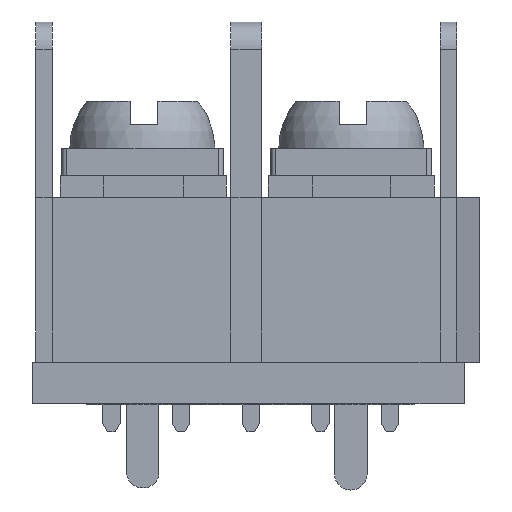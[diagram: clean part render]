
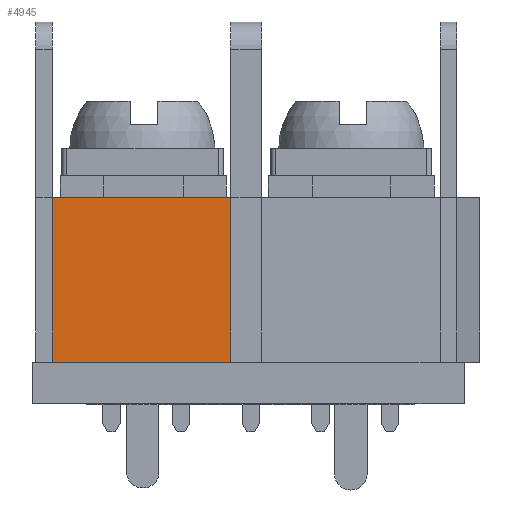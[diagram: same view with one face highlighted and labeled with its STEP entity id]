
A CAD part, left-side view. The second image highlights one B-rep face of the part: STEP entity #4945.
In plain terms, the highlighted face is planar.
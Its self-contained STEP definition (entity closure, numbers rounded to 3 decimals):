
#1886 = PLANE('',#1887);
#1887 = AXIS2_PLACEMENT_3D('',#1888,#1889,#1890);
#1888 = CARTESIAN_POINT('',(-12.016,13.938,0.));
#1889 = DIRECTION('',(0.,0.,1.));
#1890 = DIRECTION('',(1.,0.,-0.));
#2949 = VERTEX_POINT('',#2950);
#2950 = CARTESIAN_POINT('',(-4.849,19.489,0.));
#2964 = PLANE('',#2965);
#2965 = AXIS2_PLACEMENT_3D('',#2966,#2967,#2968);
#2966 = CARTESIAN_POINT('',(-4.849,19.489,0.));
#2967 = DIRECTION('',(-1.,0.,0.));
#2968 = DIRECTION('',(0.,1.,0.));
#2976 = EDGE_CURVE('',#2977,#2949,#2979,.T.);
#2977 = VERTEX_POINT('',#2978);
#2978 = CARTESIAN_POINT('',(-11.358,19.489,0.));
#2979 = SURFACE_CURVE('',#2980,(#2984,#2991),.PCURVE_S1.);
#2980 = LINE('',#2981,#2982);
#2981 = CARTESIAN_POINT('',(-11.358,19.489,0.));
#2982 = VECTOR('',#2983,1.);
#2983 = DIRECTION('',(1.,0.,0.));
#2984 = PCURVE('',#1886,#2985);
#2985 = DEFINITIONAL_REPRESENTATION('',(#2986),#2990);
#2986 = LINE('',#2987,#2988);
#2987 = CARTESIAN_POINT('',(0.658,5.551));
#2988 = VECTOR('',#2989,1.);
#2989 = DIRECTION('',(1.,0.));
#2990 = ( GEOMETRIC_REPRESENTATION_CONTEXT(2) 
PARAMETRIC_REPRESENTATION_CONTEXT() REPRESENTATION_CONTEXT('2D SPACE',''
  ) );
#2991 = PCURVE('',#2992,#2997);
#2992 = PLANE('',#2993);
#2993 = AXIS2_PLACEMENT_3D('',#2994,#2995,#2996);
#2994 = CARTESIAN_POINT('',(-11.358,19.489,0.));
#2995 = DIRECTION('',(0.,1.,0.));
#2996 = DIRECTION('',(1.,0.,0.));
#2997 = DEFINITIONAL_REPRESENTATION('',(#2998),#3002);
#2998 = LINE('',#2999,#3000);
#2999 = CARTESIAN_POINT('',(0.,0.));
#3000 = VECTOR('',#3001,1.);
#3001 = DIRECTION('',(1.,0.));
#3002 = ( GEOMETRIC_REPRESENTATION_CONTEXT(2) 
PARAMETRIC_REPRESENTATION_CONTEXT() REPRESENTATION_CONTEXT('2D SPACE',''
  ) );
#3020 = PLANE('',#3021);
#3021 = AXIS2_PLACEMENT_3D('',#3022,#3023,#3024);
#3022 = CARTESIAN_POINT('',(-11.358,19.94,0.));
#3023 = DIRECTION('',(1.,0.,0.));
#3024 = DIRECTION('',(0.,-1.,0.));
#4267 = PLANE('',#4268);
#4268 = AXIS2_PLACEMENT_3D('',#4269,#4270,#4271);
#4269 = CARTESIAN_POINT('',(-12.016,13.938,6.));
#4270 = DIRECTION('',(0.,0.,1.));
#4271 = DIRECTION('',(1.,0.,-0.));
#4825 = VERTEX_POINT('',#4826);
#4826 = CARTESIAN_POINT('',(-11.358,19.489,6.));
#4847 = EDGE_CURVE('',#2977,#4825,#4848,.T.);
#4848 = SURFACE_CURVE('',#4849,(#4853,#4860),.PCURVE_S1.);
#4849 = LINE('',#4850,#4851);
#4850 = CARTESIAN_POINT('',(-11.358,19.489,0.));
#4851 = VECTOR('',#4852,1.);
#4852 = DIRECTION('',(0.,0.,1.));
#4853 = PCURVE('',#3020,#4854);
#4854 = DEFINITIONAL_REPRESENTATION('',(#4855),#4859);
#4855 = LINE('',#4856,#4857);
#4856 = CARTESIAN_POINT('',(0.451,0.));
#4857 = VECTOR('',#4858,1.);
#4858 = DIRECTION('',(0.,-1.));
#4859 = ( GEOMETRIC_REPRESENTATION_CONTEXT(2) 
PARAMETRIC_REPRESENTATION_CONTEXT() REPRESENTATION_CONTEXT('2D SPACE',''
  ) );
#4860 = PCURVE('',#2992,#4861);
#4861 = DEFINITIONAL_REPRESENTATION('',(#4862),#4866);
#4862 = LINE('',#4863,#4864);
#4863 = CARTESIAN_POINT('',(0.,0.));
#4864 = VECTOR('',#4865,1.);
#4865 = DIRECTION('',(0.,-1.));
#4866 = ( GEOMETRIC_REPRESENTATION_CONTEXT(2) 
PARAMETRIC_REPRESENTATION_CONTEXT() REPRESENTATION_CONTEXT('2D SPACE',''
  ) );
#4945 = ADVANCED_FACE('',(#4946),#2992,.T.);
#4946 = FACE_BOUND('',#4947,.T.);
#4947 = EDGE_LOOP('',(#4948,#4949,#4972,#4993));
#4948 = ORIENTED_EDGE('',*,*,#4847,.T.);
#4949 = ORIENTED_EDGE('',*,*,#4950,.T.);
#4950 = EDGE_CURVE('',#4825,#4951,#4953,.T.);
#4951 = VERTEX_POINT('',#4952);
#4952 = CARTESIAN_POINT('',(-4.849,19.489,6.));
#4953 = SURFACE_CURVE('',#4954,(#4958,#4965),.PCURVE_S1.);
#4954 = LINE('',#4955,#4956);
#4955 = CARTESIAN_POINT('',(-11.358,19.489,6.));
#4956 = VECTOR('',#4957,1.);
#4957 = DIRECTION('',(1.,0.,0.));
#4958 = PCURVE('',#2992,#4959);
#4959 = DEFINITIONAL_REPRESENTATION('',(#4960),#4964);
#4960 = LINE('',#4961,#4962);
#4961 = CARTESIAN_POINT('',(0.,-6.));
#4962 = VECTOR('',#4963,1.);
#4963 = DIRECTION('',(1.,0.));
#4964 = ( GEOMETRIC_REPRESENTATION_CONTEXT(2) 
PARAMETRIC_REPRESENTATION_CONTEXT() REPRESENTATION_CONTEXT('2D SPACE',''
  ) );
#4965 = PCURVE('',#4267,#4966);
#4966 = DEFINITIONAL_REPRESENTATION('',(#4967),#4971);
#4967 = LINE('',#4968,#4969);
#4968 = CARTESIAN_POINT('',(0.658,5.551));
#4969 = VECTOR('',#4970,1.);
#4970 = DIRECTION('',(1.,0.));
#4971 = ( GEOMETRIC_REPRESENTATION_CONTEXT(2) 
PARAMETRIC_REPRESENTATION_CONTEXT() REPRESENTATION_CONTEXT('2D SPACE',''
  ) );
#4972 = ORIENTED_EDGE('',*,*,#4973,.F.);
#4973 = EDGE_CURVE('',#2949,#4951,#4974,.T.);
#4974 = SURFACE_CURVE('',#4975,(#4979,#4986),.PCURVE_S1.);
#4975 = LINE('',#4976,#4977);
#4976 = CARTESIAN_POINT('',(-4.849,19.489,0.));
#4977 = VECTOR('',#4978,1.);
#4978 = DIRECTION('',(0.,0.,1.));
#4979 = PCURVE('',#2992,#4980);
#4980 = DEFINITIONAL_REPRESENTATION('',(#4981),#4985);
#4981 = LINE('',#4982,#4983);
#4982 = CARTESIAN_POINT('',(6.509,0.));
#4983 = VECTOR('',#4984,1.);
#4984 = DIRECTION('',(0.,-1.));
#4985 = ( GEOMETRIC_REPRESENTATION_CONTEXT(2) 
PARAMETRIC_REPRESENTATION_CONTEXT() REPRESENTATION_CONTEXT('2D SPACE',''
  ) );
#4986 = PCURVE('',#2964,#4987);
#4987 = DEFINITIONAL_REPRESENTATION('',(#4988),#4992);
#4988 = LINE('',#4989,#4990);
#4989 = CARTESIAN_POINT('',(0.,0.));
#4990 = VECTOR('',#4991,1.);
#4991 = DIRECTION('',(0.,-1.));
#4992 = ( GEOMETRIC_REPRESENTATION_CONTEXT(2) 
PARAMETRIC_REPRESENTATION_CONTEXT() REPRESENTATION_CONTEXT('2D SPACE',''
  ) );
#4993 = ORIENTED_EDGE('',*,*,#2976,.F.);
